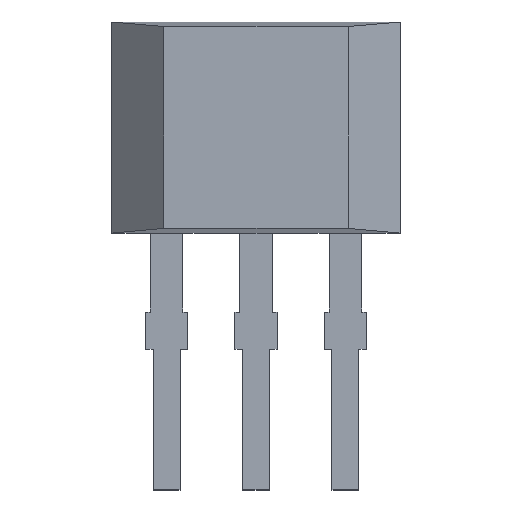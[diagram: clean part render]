
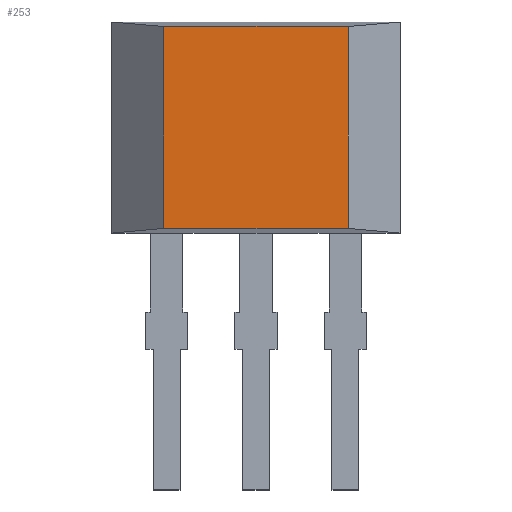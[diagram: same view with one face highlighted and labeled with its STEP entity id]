
A CAD part, top view. The second image highlights one B-rep face of the part: STEP entity #253.
In plain terms, the highlighted planar face has unit normal (0, 0, 1).
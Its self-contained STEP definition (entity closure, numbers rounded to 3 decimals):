
#72 = ORIENTED_EDGE ( 'NONE', *, *, #73, .F. ) ;
#73 = EDGE_CURVE ( 'NONE', #213, #270, #711, .T. ) ;
#74 = ORIENTED_EDGE ( 'NONE', *, *, #212, .T. ) ;
#75 = ORIENTED_EDGE ( 'NONE', *, *, #76, .F. ) ;
#76 = EDGE_CURVE ( 'NONE', #273, #214, #706, .T. ) ;
#77 = ORIENTED_EDGE ( 'NONE', *, *, #272, .T. ) ;
#212 = EDGE_CURVE ( 'NONE', #213, #214, #1037, .T. ) ;
#213 = VERTEX_POINT ( 'NONE', #1135 ) ;
#214 = VERTEX_POINT ( 'NONE', #1134 ) ;
#253 = ADVANCED_FACE ( 'NONE', ( #1146 ), #1174, .T. ) ;
#254 = EDGE_LOOP ( 'NONE', ( #72, #74, #75, #77 ) ) ;
#270 = VERTEX_POINT ( 'NONE', #1082 ) ;
#272 = EDGE_CURVE ( 'NONE', #273, #270, #1081, .T. ) ;
#273 = VERTEX_POINT ( 'NONE', #1077 ) ;
#703 = DIRECTION ( 'NONE',  ( 0., 1., 0. ) ) ;
#704 = VECTOR ( 'NONE', #703, 1000. ) ;
#705 = CARTESIAN_POINT ( 'NONE',  ( -1.31, -1.5, 0.74 ) ) ;
#706 = LINE ( 'NONE', #705, #704 ) ;
#708 = DIRECTION ( 'NONE',  ( 0., -1., 0. ) ) ;
#709 = VECTOR ( 'NONE', #708, 1000. ) ;
#710 = CARTESIAN_POINT ( 'NONE',  ( 1.31, -1.5, 0.74 ) ) ;
#711 = LINE ( 'NONE', #710, #709 ) ;
#1037 = LINE ( 'NONE', #1196, #1195 ) ;
#1077 = CARTESIAN_POINT ( 'NONE',  ( -1.31, -1.435, 0.74 ) ) ;
#1078 = DIRECTION ( 'NONE',  ( 1., 0., 0. ) ) ;
#1079 = VECTOR ( 'NONE', #1078, 1000. ) ;
#1080 = CARTESIAN_POINT ( 'NONE',  ( -2.05, -1.435, 0.74 ) ) ;
#1081 = LINE ( 'NONE', #1080, #1079 ) ;
#1082 = CARTESIAN_POINT ( 'NONE',  ( 1.31, -1.435, 0.74 ) ) ;
#1134 = CARTESIAN_POINT ( 'NONE',  ( -1.31, 1.435, 0.74 ) ) ;
#1135 = CARTESIAN_POINT ( 'NONE',  ( 1.31, 1.435, 0.74 ) ) ;
#1146 = FACE_OUTER_BOUND ( 'NONE', #254, .T. ) ;
#1170 = DIRECTION ( 'NONE',  ( 1., 0., 0. ) ) ;
#1171 = DIRECTION ( 'NONE',  ( 0., 0., 1. ) ) ;
#1172 = CARTESIAN_POINT ( 'NONE',  ( -2.05, -1.5, 0.74 ) ) ;
#1173 = AXIS2_PLACEMENT_3D ( 'NONE', #1172, #1171, #1170 ) ;
#1174 = PLANE ( 'NONE',  #1173 ) ;
#1194 = DIRECTION ( 'NONE',  ( -1., 0., 0. ) ) ;
#1195 = VECTOR ( 'NONE', #1194, 1000. ) ;
#1196 = CARTESIAN_POINT ( 'NONE',  ( -2.05, 1.435, 0.74 ) ) ;
